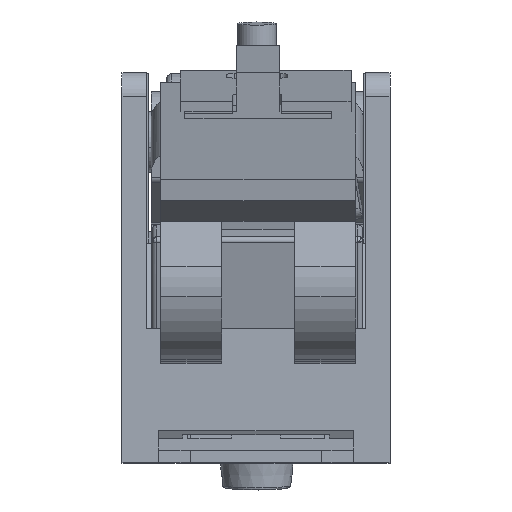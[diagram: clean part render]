
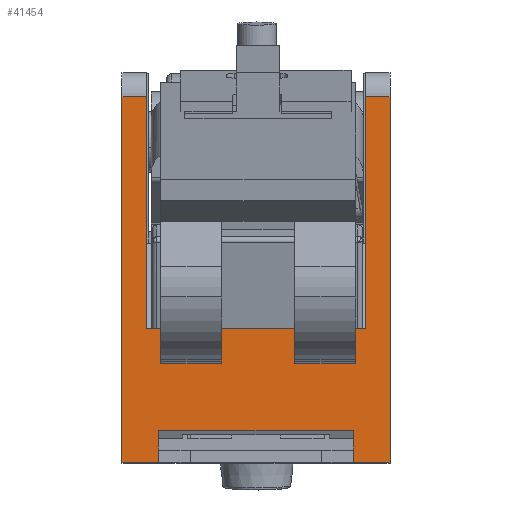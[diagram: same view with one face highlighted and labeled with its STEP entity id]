
A CAD part, top view. The second image highlights one B-rep face of the part: STEP entity #41454.
In plain terms, the highlighted planar face has unit normal (0, 0, 1).
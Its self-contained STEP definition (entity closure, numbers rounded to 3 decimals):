
#875 = CARTESIAN_POINT ( 'NONE',  ( 4.5, 11.5, 12.7 ) ) ;
#1161 = ORIENTED_EDGE ( 'NONE', *, *, #5685, .T. ) ;
#1376 = VECTOR ( 'NONE', #23191, 1000. ) ;
#1772 = EDGE_CURVE ( 'NONE', #18330, #30488, #4533, .T. ) ;
#2021 = CARTESIAN_POINT ( 'NONE',  ( -4., 1.3, 12.7 ) ) ;
#2108 = VECTOR ( 'NONE', #4726, 1000. ) ;
#2434 = PLANE ( 'NONE',  #6083 ) ;
#3407 = LINE ( 'NONE', #7134, #1376 ) ;
#4533 = LINE ( 'NONE', #25075, #37794 ) ;
#4549 = ORIENTED_EDGE ( 'NONE', *, *, #14179, .T. ) ;
#4726 = DIRECTION ( 'NONE',  ( -1., 0., 0. ) ) ;
#5346 = VECTOR ( 'NONE', #35709, 1000. ) ;
#5685 = EDGE_CURVE ( 'NONE', #23002, #20514, #12884, .T. ) ;
#6083 = AXIS2_PLACEMENT_3D ( 'NONE', #28251, #31511, #12160 ) ;
#6153 = EDGE_LOOP ( 'NONE', ( #19194, #32921, #8342, #13888, #10064, #4549, #1161, #36014, #22904, #22640, #7370, #10377 ) ) ;
#6292 = CARTESIAN_POINT ( 'NONE',  ( -5.5, 0., 12.7 ) ) ;
#6496 = CARTESIAN_POINT ( 'NONE',  ( 4., 11.5, 12.7 ) ) ;
#7035 = VERTEX_POINT ( 'NONE', #18545 ) ;
#7134 = CARTESIAN_POINT ( 'NONE',  ( -5.5, 15., 12.7 ) ) ;
#7370 = ORIENTED_EDGE ( 'NONE', *, *, #7958, .T. ) ;
#7682 = LINE ( 'NONE', #31058, #24811 ) ;
#7958 = EDGE_CURVE ( 'NONE', #27181, #19089, #14759, .T. ) ;
#8342 = ORIENTED_EDGE ( 'NONE', *, *, #15607, .T. ) ;
#9043 = EDGE_CURVE ( 'NONE', #9590, #27181, #30380, .T. ) ;
#9590 = VERTEX_POINT ( 'NONE', #21089 ) ;
#9602 = VECTOR ( 'NONE', #13255, 1000. ) ;
#10064 = ORIENTED_EDGE ( 'NONE', *, *, #16521, .T. ) ;
#10088 = VERTEX_POINT ( 'NONE', #23176 ) ;
#10377 = ORIENTED_EDGE ( 'NONE', *, *, #28352, .T. ) ;
#10587 = EDGE_CURVE ( 'NONE', #30488, #7035, #14625, .T. ) ;
#11405 = LINE ( 'NONE', #36290, #27562 ) ;
#11719 = DIRECTION ( 'NONE',  ( 0., 1., 0. ) ) ;
#12160 = DIRECTION ( 'NONE',  ( 1., 0., 0. ) ) ;
#12389 = DIRECTION ( 'NONE',  ( 1., 0., 0. ) ) ;
#12884 = LINE ( 'NONE', #13155, #5346 ) ;
#13155 = CARTESIAN_POINT ( 'NONE',  ( -5.5, 5.5, 12.7 ) ) ;
#13255 = DIRECTION ( 'NONE',  ( 0., 1., 0. ) ) ;
#13258 = CARTESIAN_POINT ( 'NONE',  ( 4.5, 5.5, 12.7 ) ) ;
#13888 = ORIENTED_EDGE ( 'NONE', *, *, #38100, .F. ) ;
#14179 = EDGE_CURVE ( 'NONE', #39856, #23002, #24448, .T. ) ;
#14625 = LINE ( 'NONE', #6496, #20176 ) ;
#14759 = LINE ( 'NONE', #30044, #30910 ) ;
#15265 = VECTOR ( 'NONE', #12389, 1000. ) ;
#15483 = DIRECTION ( 'NONE',  ( 1., 0., 0. ) ) ;
#15607 = EDGE_CURVE ( 'NONE', #7035, #40459, #16267, .T. ) ;
#16267 = LINE ( 'NONE', #41427, #15265 ) ;
#16521 = EDGE_CURVE ( 'NONE', #10088, #39856, #3407, .T. ) ;
#18330 = VERTEX_POINT ( 'NONE', #2021 ) ;
#18545 = CARTESIAN_POINT ( 'NONE',  ( 4., 0., 12.7 ) ) ;
#19089 = VERTEX_POINT ( 'NONE', #30689 ) ;
#19194 = ORIENTED_EDGE ( 'NONE', *, *, #1772, .T. ) ;
#20176 = VECTOR ( 'NONE', #22675, 1000. ) ;
#20514 = VERTEX_POINT ( 'NONE', #26151 ) ;
#21089 = CARTESIAN_POINT ( 'NONE',  ( -5.5, 15., 12.7 ) ) ;
#21284 = CARTESIAN_POINT ( 'NONE',  ( -5.5, 11.5, 12.7 ) ) ;
#21420 = EDGE_CURVE ( 'NONE', #34731, #9590, #27863, .T. ) ;
#21542 = EDGE_CURVE ( 'NONE', #20514, #34731, #7682, .T. ) ;
#22264 = CARTESIAN_POINT ( 'NONE',  ( 4., 1.3, 12.7 ) ) ;
#22640 = ORIENTED_EDGE ( 'NONE', *, *, #9043, .T. ) ;
#22675 = DIRECTION ( 'NONE',  ( 0., -1., 0. ) ) ;
#22829 = CARTESIAN_POINT ( 'NONE',  ( -4., 11.5, 12.7 ) ) ;
#22904 = ORIENTED_EDGE ( 'NONE', *, *, #21420, .T. ) ;
#23002 = VERTEX_POINT ( 'NONE', #13258 ) ;
#23176 = CARTESIAN_POINT ( 'NONE',  ( 5.5, 15., 12.7 ) ) ;
#23191 = DIRECTION ( 'NONE',  ( -1., 0., 0. ) ) ;
#23232 = FACE_OUTER_BOUND ( 'NONE', #6153, .T. ) ;
#24448 = LINE ( 'NONE', #875, #32051 ) ;
#24811 = VECTOR ( 'NONE', #11719, 1000. ) ;
#25075 = CARTESIAN_POINT ( 'NONE',  ( 4., 1.3, 12.7 ) ) ;
#26151 = CARTESIAN_POINT ( 'NONE',  ( -4.5, 5.5, 12.7 ) ) ;
#26738 = LINE ( 'NONE', #22829, #9602 ) ;
#27181 = VERTEX_POINT ( 'NONE', #6292 ) ;
#27562 = VECTOR ( 'NONE', #39548, 1000. ) ;
#27780 = DIRECTION ( 'NONE',  ( 0., -1., 0. ) ) ;
#27863 = LINE ( 'NONE', #30513, #2108 ) ;
#28251 = CARTESIAN_POINT ( 'NONE',  ( -5.5, 11.5, 12.7 ) ) ;
#28352 = EDGE_CURVE ( 'NONE', #19089, #18330, #26738, .T. ) ;
#29357 = VECTOR ( 'NONE', #27780, 1000. ) ;
#30038 = CARTESIAN_POINT ( 'NONE',  ( 5.5, 0., 12.7 ) ) ;
#30044 = CARTESIAN_POINT ( 'NONE',  ( 0., 0., 12.7 ) ) ;
#30380 = LINE ( 'NONE', #21284, #29357 ) ;
#30488 = VERTEX_POINT ( 'NONE', #22264 ) ;
#30513 = CARTESIAN_POINT ( 'NONE',  ( -5.5, 15., 12.7 ) ) ;
#30570 = CARTESIAN_POINT ( 'NONE',  ( -4.5, 15., 12.7 ) ) ;
#30689 = CARTESIAN_POINT ( 'NONE',  ( -4., 0., 12.7 ) ) ;
#30910 = VECTOR ( 'NONE', #36517, 1000. ) ;
#31058 = CARTESIAN_POINT ( 'NONE',  ( -4.5, 11.5, 12.7 ) ) ;
#31511 = DIRECTION ( 'NONE',  ( 0., 0., 1. ) ) ;
#32051 = VECTOR ( 'NONE', #39684, 1000. ) ;
#32921 = ORIENTED_EDGE ( 'NONE', *, *, #10587, .T. ) ;
#34731 = VERTEX_POINT ( 'NONE', #30570 ) ;
#35709 = DIRECTION ( 'NONE',  ( -1., 0., 0. ) ) ;
#35984 = CARTESIAN_POINT ( 'NONE',  ( 4.5, 15., 12.7 ) ) ;
#36014 = ORIENTED_EDGE ( 'NONE', *, *, #21542, .T. ) ;
#36290 = CARTESIAN_POINT ( 'NONE',  ( 5.5, 0., 12.7 ) ) ;
#36517 = DIRECTION ( 'NONE',  ( 1., 0., 0. ) ) ;
#37794 = VECTOR ( 'NONE', #15483, 1000. ) ;
#38100 = EDGE_CURVE ( 'NONE', #10088, #40459, #11405, .T. ) ;
#39548 = DIRECTION ( 'NONE',  ( 0., -1., 0. ) ) ;
#39684 = DIRECTION ( 'NONE',  ( 0., -1., 0. ) ) ;
#39856 = VERTEX_POINT ( 'NONE', #35984 ) ;
#40459 = VERTEX_POINT ( 'NONE', #30038 ) ;
#41427 = CARTESIAN_POINT ( 'NONE',  ( 0., 0., 12.7 ) ) ;
#41454 = ADVANCED_FACE ( 'NONE', ( #23232 ), #2434, .T. ) ;
